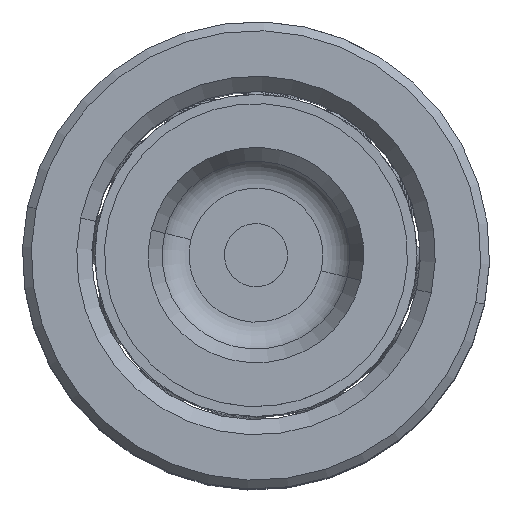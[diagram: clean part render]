
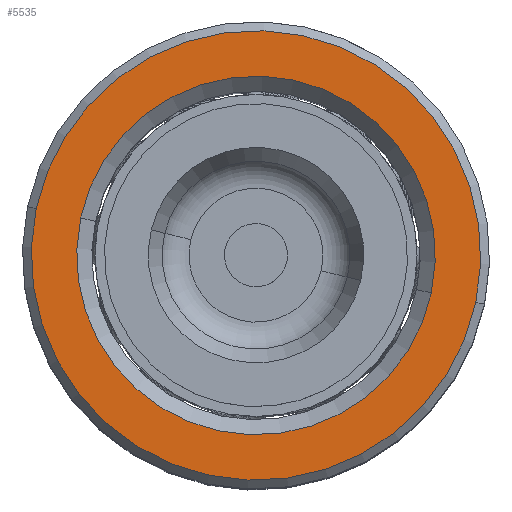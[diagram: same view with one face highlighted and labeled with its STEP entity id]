
A CAD part, top view. The second image highlights one B-rep face of the part: STEP entity #5535.
In plain terms, the highlighted planar face has unit normal (0, 0, 1).
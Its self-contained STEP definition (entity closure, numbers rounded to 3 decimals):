
#1597 = DIRECTION ( 'NONE',  ( 0., 0., 1. ) ) ;
#1979 = CARTESIAN_POINT ( 'NONE',  ( 17.8, 0., 50. ) ) ;
#2617 = CIRCLE ( 'NONE', #16743, 14.2 ) ;
#2724 = EDGE_LOOP ( 'NONE', ( #8151, #7877 ) ) ;
#4704 = FACE_BOUND ( 'NONE', #2724, .T. ) ;
#5137 = CARTESIAN_POINT ( 'NONE',  ( 14.2, 0., 50. ) ) ;
#5456 = CIRCLE ( 'NONE', #12845, 17.8 ) ;
#5535 = ADVANCED_FACE ( 'NONE', ( #12366, #4704 ), #18210, .T. ) ;
#6264 = DIRECTION ( 'NONE',  ( 0., 0., 1. ) ) ;
#6772 = DIRECTION ( 'NONE',  ( 1., 0., 0. ) ) ;
#7228 = CARTESIAN_POINT ( 'NONE',  ( 0., 0., 50. ) ) ;
#7235 = DIRECTION ( 'NONE',  ( 1., 0., 0. ) ) ;
#7597 = ORIENTED_EDGE ( 'NONE', *, *, #20792, .T. ) ;
#7649 = ORIENTED_EDGE ( 'NONE', *, *, #23723, .T. ) ;
#7877 = ORIENTED_EDGE ( 'NONE', *, *, #11344, .T. ) ;
#8151 = ORIENTED_EDGE ( 'NONE', *, *, #16415, .T. ) ;
#9010 = DIRECTION ( 'NONE',  ( 1., 0., 0. ) ) ;
#9984 = DIRECTION ( 'NONE',  ( 1., 0., 0. ) ) ;
#11344 = EDGE_CURVE ( 'NONE', #11382, #21248, #12559, .T. ) ;
#11382 = VERTEX_POINT ( 'NONE', #14741 ) ;
#11554 = AXIS2_PLACEMENT_3D ( 'NONE', #14396, #14575, #6772 ) ;
#12172 = CARTESIAN_POINT ( 'NONE',  ( -17.8, 0., 50. ) ) ;
#12366 = FACE_OUTER_BOUND ( 'NONE', #23826, .T. ) ;
#12559 = CIRCLE ( 'NONE', #11554, 14.2 ) ;
#12635 = CIRCLE ( 'NONE', #12813, 17.8 ) ;
#12813 = AXIS2_PLACEMENT_3D ( 'NONE', #19143, #1597, #7235 ) ;
#12845 = AXIS2_PLACEMENT_3D ( 'NONE', #17833, #23579, #9984 ) ;
#13289 = DIRECTION ( 'NONE',  ( 0., 0., -1. ) ) ;
#13427 = VERTEX_POINT ( 'NONE', #12172 ) ;
#14147 = CARTESIAN_POINT ( 'NONE',  ( 0., 0., 50. ) ) ;
#14396 = CARTESIAN_POINT ( 'NONE',  ( 0., 0., 50. ) ) ;
#14575 = DIRECTION ( 'NONE',  ( 0., 0., -1. ) ) ;
#14741 = CARTESIAN_POINT ( 'NONE',  ( -14.2, 0., 50. ) ) ;
#14792 = AXIS2_PLACEMENT_3D ( 'NONE', #14147, #6264, #19999 ) ;
#16415 = EDGE_CURVE ( 'NONE', #21248, #11382, #2617, .T. ) ;
#16743 = AXIS2_PLACEMENT_3D ( 'NONE', #7228, #13289, #9010 ) ;
#17763 = VERTEX_POINT ( 'NONE', #1979 ) ;
#17833 = CARTESIAN_POINT ( 'NONE',  ( 0., 0., 50. ) ) ;
#18210 = PLANE ( 'NONE',  #14792 ) ;
#19143 = CARTESIAN_POINT ( 'NONE',  ( 0., 0., 50. ) ) ;
#19999 = DIRECTION ( 'NONE',  ( 1., 0., 0. ) ) ;
#20792 = EDGE_CURVE ( 'NONE', #17763, #13427, #12635, .T. ) ;
#21248 = VERTEX_POINT ( 'NONE', #5137 ) ;
#23579 = DIRECTION ( 'NONE',  ( 0., 0., 1. ) ) ;
#23723 = EDGE_CURVE ( 'NONE', #13427, #17763, #5456, .T. ) ;
#23826 = EDGE_LOOP ( 'NONE', ( #7649, #7597 ) ) ;
